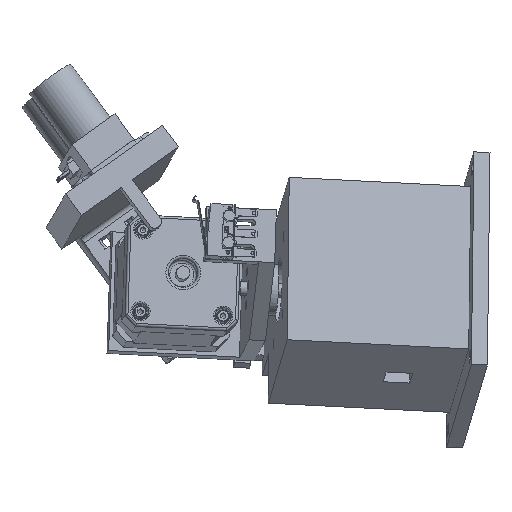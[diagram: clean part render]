
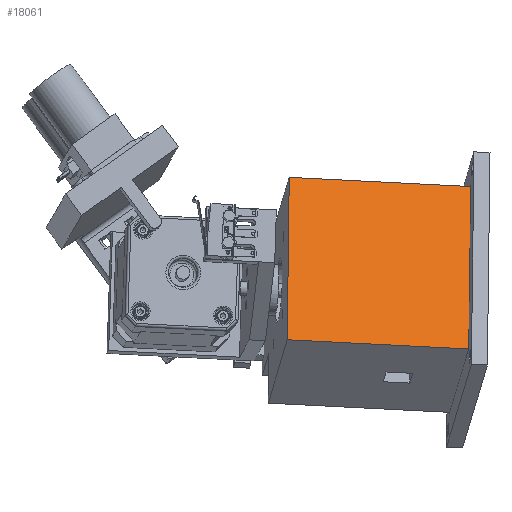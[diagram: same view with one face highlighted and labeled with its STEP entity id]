
A CAD part, top view. The second image highlights one B-rep face of the part: STEP entity #18061.
In plain terms, the highlighted face is planar.
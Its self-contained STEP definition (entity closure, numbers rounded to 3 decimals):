
#940=PLANE('',#19740);
#1767=FACE_OUTER_BOUND('',#2859,.T.);
#2859=EDGE_LOOP('',(#14287,#14288,#14289,#14290));
#4167=LINE('',#27586,#6033);
#4204=LINE('',#27659,#6070);
#4210=LINE('',#27692,#6076);
#4211=LINE('',#27693,#6077);
#6033=VECTOR('',#22655,10.);
#6070=VECTOR('',#22716,10.);
#6076=VECTOR('',#22754,10.);
#6077=VECTOR('',#22755,10.);
#8550=VERTEX_POINT('',#27583);
#8551=VERTEX_POINT('',#27585);
#8574=VERTEX_POINT('',#27655);
#8586=VERTEX_POINT('',#27691);
#10620=EDGE_CURVE('',#8550,#8551,#4167,.T.);
#10657=EDGE_CURVE('',#8551,#8574,#4204,.T.);
#10673=EDGE_CURVE('',#8550,#8586,#4210,.T.);
#10674=EDGE_CURVE('',#8586,#8574,#4211,.T.);
#14287=ORIENTED_EDGE('',*,*,#10673,.T.);
#14288=ORIENTED_EDGE('',*,*,#10674,.T.);
#14289=ORIENTED_EDGE('',*,*,#10657,.F.);
#14290=ORIENTED_EDGE('',*,*,#10620,.F.);
#18061=ADVANCED_FACE('',(#1767),#940,.T.);
#19740=AXIS2_PLACEMENT_3D('',#27690,#22752,#22753);
#22655=DIRECTION('',(1.,0.,0.));
#22716=DIRECTION('',(0.,1.,0.));
#22752=DIRECTION('center_axis',(0.,0.,-1.));
#22753=DIRECTION('ref_axis',(0.,1.,0.));
#22754=DIRECTION('',(0.,1.,0.));
#22755=DIRECTION('',(1.,0.,0.));
#27583=CARTESIAN_POINT('',(0.,-55.,-3.167));
#27585=CARTESIAN_POINT('',(68.,-55.,-3.167));
#27586=CARTESIAN_POINT('',(0.,-55.,-3.167));
#27655=CARTESIAN_POINT('',(68.,10.,-3.167));
#27659=CARTESIAN_POINT('',(68.,-55.,-3.167));
#27690=CARTESIAN_POINT('Origin',(0.,-55.,-3.167));
#27691=CARTESIAN_POINT('',(0.,10.,-3.167));
#27692=CARTESIAN_POINT('',(0.,-55.,-3.167));
#27693=CARTESIAN_POINT('',(0.,10.,-3.167));
